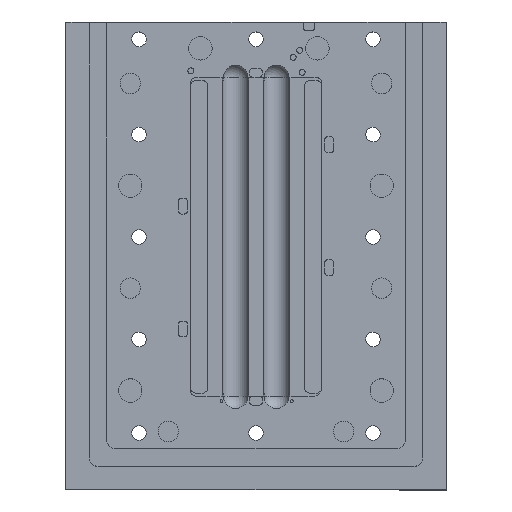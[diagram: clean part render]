
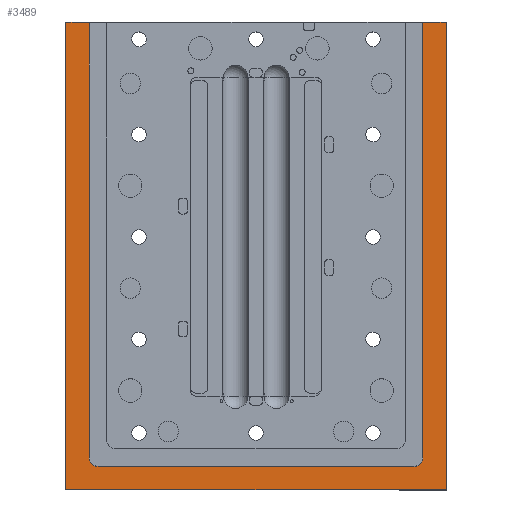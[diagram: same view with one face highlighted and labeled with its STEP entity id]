
A CAD part, top view. The second image highlights one B-rep face of the part: STEP entity #3489.
In plain terms, the highlighted planar face has unit normal (0, 0, 1).
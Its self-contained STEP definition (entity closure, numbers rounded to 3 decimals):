
#116=PLANE('',#3849);
#249=FACE_OUTER_BOUND('',#499,.T.);
#499=EDGE_LOOP('',(#2739,#2740,#2741,#2742,#2743,#2744,#2745,#2746,#2747,
#2748,#2749));
#652=LINE('',#5209,#970);
#656=LINE('',#5217,#974);
#766=LINE('',#5670,#1084);
#786=LINE('',#5716,#1104);
#788=LINE('',#5720,#1106);
#790=LINE('',#5723,#1108);
#791=LINE('',#5726,#1109);
#792=LINE('',#5728,#1110);
#793=LINE('',#5730,#1111);
#970=VECTOR('',#4119,10.);
#974=VECTOR('',#4125,10.);
#1084=VECTOR('',#4543,10.);
#1104=VECTOR('',#4587,10.);
#1106=VECTOR('',#4591,10.);
#1108=VECTOR('',#4593,10.);
#1109=VECTOR('',#4598,10.);
#1110=VECTOR('',#4601,10.);
#1111=VECTOR('',#4604,10.);
#1412=CIRCLE('',#3831,3.);
#1416=CIRCLE('',#3838,3.);
#1502=VERTEX_POINT('',#5206);
#1503=VERTEX_POINT('',#5208);
#1505=VERTEX_POINT('',#5214);
#1692=VERTEX_POINT('',#5660);
#1693=VERTEX_POINT('',#5662);
#1695=VERTEX_POINT('',#5668);
#1707=VERTEX_POINT('',#5696);
#1708=VERTEX_POINT('',#5712);
#1709=VERTEX_POINT('',#5714);
#1710=VERTEX_POINT('',#5718);
#1711=VERTEX_POINT('',#5721);
#1842=EDGE_CURVE('',#1503,#1502,#652,.T.);
#1846=EDGE_CURVE('',#1502,#1505,#656,.T.);
#2071=EDGE_CURVE('',#1692,#1693,#1412,.F.);
#2075=EDGE_CURVE('',#1692,#1695,#766,.T.);
#2089=EDGE_CURVE('',#1707,#1695,#1416,.F.);
#2099=EDGE_CURVE('',#1708,#1709,#786,.T.);
#2101=EDGE_CURVE('',#1710,#1709,#788,.T.);
#2103=EDGE_CURVE('',#1711,#1505,#790,.T.);
#2104=EDGE_CURVE('',#1711,#1693,#791,.T.);
#2105=EDGE_CURVE('',#1707,#1708,#792,.T.);
#2106=EDGE_CURVE('',#1710,#1503,#793,.T.);
#2739=ORIENTED_EDGE('',*,*,#2104,.T.);
#2740=ORIENTED_EDGE('',*,*,#2071,.F.);
#2741=ORIENTED_EDGE('',*,*,#2075,.T.);
#2742=ORIENTED_EDGE('',*,*,#2089,.F.);
#2743=ORIENTED_EDGE('',*,*,#2105,.T.);
#2744=ORIENTED_EDGE('',*,*,#2099,.T.);
#2745=ORIENTED_EDGE('',*,*,#2101,.F.);
#2746=ORIENTED_EDGE('',*,*,#2106,.T.);
#2747=ORIENTED_EDGE('',*,*,#1842,.T.);
#2748=ORIENTED_EDGE('',*,*,#1846,.T.);
#2749=ORIENTED_EDGE('',*,*,#2103,.F.);
#3489=ADVANCED_FACE('',(#249),#116,.F.);
#3831=AXIS2_PLACEMENT_3D('',#5663,#4536,#4537);
#3838=AXIS2_PLACEMENT_3D('',#5698,#4564,#4565);
#3849=AXIS2_PLACEMENT_3D('',#5729,#4602,#4603);
#4119=DIRECTION('',(1.,0.,0.));
#4125=DIRECTION('',(0.,1.,0.));
#4536=DIRECTION('center_axis',(0.,0.,-1.));
#4537=DIRECTION('ref_axis',(0.707,-0.707,0.));
#4543=DIRECTION('',(-1.,0.,0.));
#4564=DIRECTION('center_axis',(0.,0.,-1.));
#4565=DIRECTION('ref_axis',(-0.707,-0.707,0.));
#4587=DIRECTION('',(0.,1.,0.));
#4591=DIRECTION('',(1.,0.,0.));
#4593=DIRECTION('',(1.,0.,0.));
#4598=DIRECTION('',(0.,-1.,0.));
#4601=DIRECTION('',(0.,1.,0.));
#4602=DIRECTION('center_axis',(0.,0.,-1.));
#4603=DIRECTION('ref_axis',(-1.,0.,0.));
#4604=DIRECTION('',(0.,-1.,0.));
#5206=CARTESIAN_POINT('',(115.,-15.001,0.));
#5208=CARTESIAN_POINT('',(-15.,-15.001,0.));
#5209=CARTESIAN_POINT('',(15.01,-15.001,0.));
#5214=CARTESIAN_POINT('',(115.,144.999,0.));
#5217=CARTESIAN_POINT('',(115.,25.777,0.));
#5660=CARTESIAN_POINT('',(104.,-7.001,0.));
#5662=CARTESIAN_POINT('',(107.,-4.001,0.));
#5663=CARTESIAN_POINT('Origin',(104.,-4.001,0.));
#5668=CARTESIAN_POINT('',(-4.,-7.,0.));
#5670=CARTESIAN_POINT('',(21.51,-7.,0.));
#5696=CARTESIAN_POINT('',(-7.,-4.,0.));
#5698=CARTESIAN_POINT('Origin',(-4.,-4.,0.));
#5712=CARTESIAN_POINT('',(-7.,143.999,0.));
#5714=CARTESIAN_POINT('',(-7.,144.999,0.));
#5716=CARTESIAN_POINT('',(-7.,143.999,0.));
#5718=CARTESIAN_POINT('',(-15.,144.999,0.));
#5720=CARTESIAN_POINT('',(8.51,144.999,0.));
#5721=CARTESIAN_POINT('',(107.,144.999,0.));
#5723=CARTESIAN_POINT('',(8.51,144.999,0.));
#5726=CARTESIAN_POINT('',(107.,32.277,0.));
#5728=CARTESIAN_POINT('',(-7.,107.777,0.));
#5729=CARTESIAN_POINT('Origin',(50.02,71.555,0.));
#5730=CARTESIAN_POINT('',(-15.,108.307,0.));
